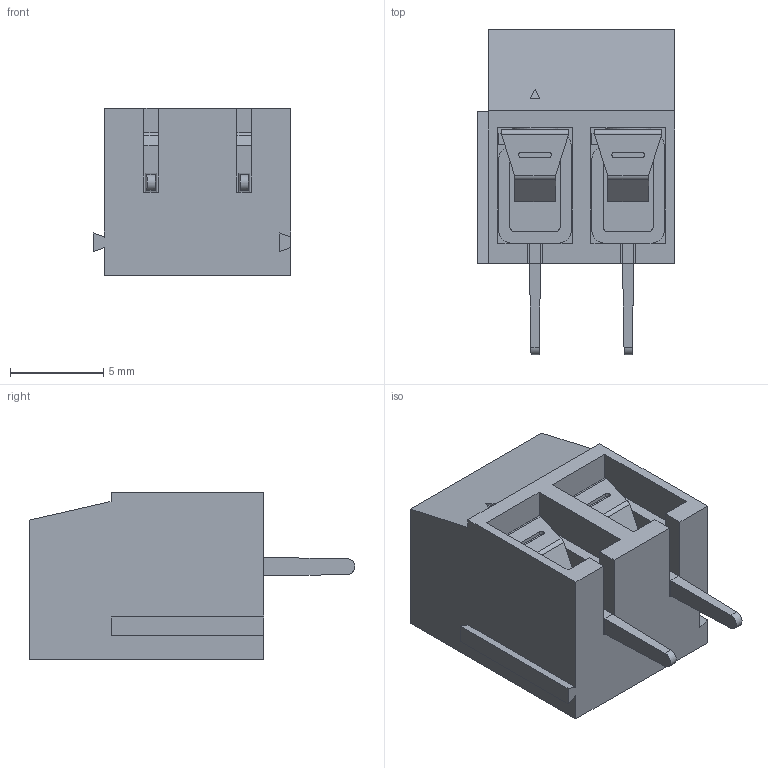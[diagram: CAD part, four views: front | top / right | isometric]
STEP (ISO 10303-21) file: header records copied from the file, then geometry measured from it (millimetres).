
FILE_DESCRIPTION (( 'STEP AP214' ), '1' );
FILE_NAME ('DG305-5.0-02P-12-00AH.STEP', '2021-01-21T18:22:41', ( '' ), ( '' ), 'SwSTEP 2.0', 'SolidWorks 2020', '' );
FILE_SCHEMA (( 'AUTOMOTIVE_DESIGN' ));
Length unit declared in the file: millimetre
Products named in the file (1): DG305-5.0-02P-12-00AH
Bounding box: 10.6 x 17.5 x 9 mm (x, y, z)
Volume: 834.9 mm3; surface area: 1514 mm2
Topology: 1 solids, 1 shells, 446 faces, 1194 edges, 782 vertices
Faces by surface type: plane 238, bspline 144, cylinder 46, torus 14, cone 4
Entity records: 25451 total; most frequent: CARTESIAN_POINT 10955, ORIENTED_EDGE 2388, DIRECTION 1616, EDGE_CURVE 1194, VERTEX_POINT 782, VECTOR 762, LINE 762, EDGE_LOOP 486
